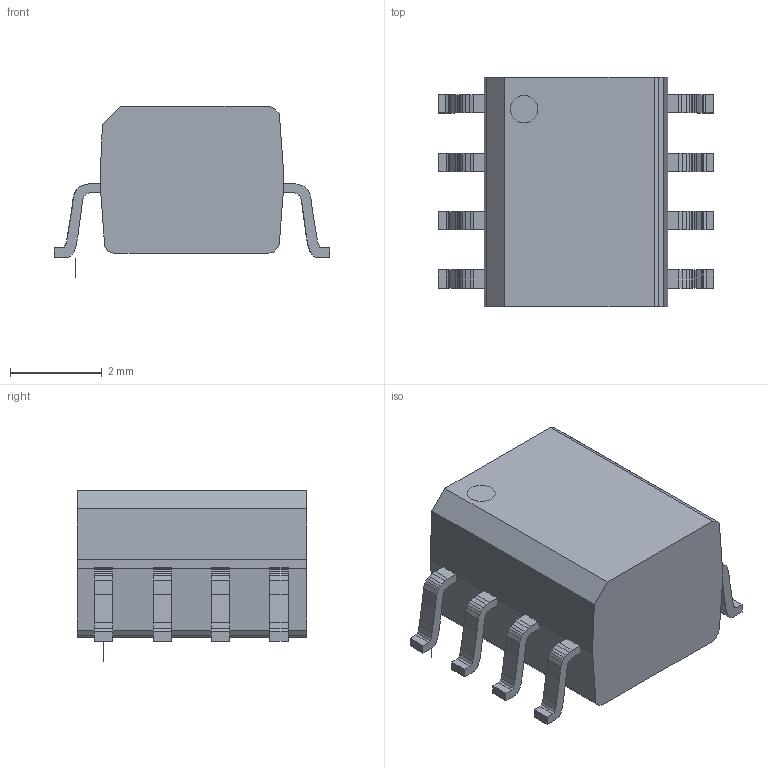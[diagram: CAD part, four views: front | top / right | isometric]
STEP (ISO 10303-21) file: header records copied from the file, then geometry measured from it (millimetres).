
FILE_DESCRIPTION (( 'STEP AP214' ), '1' );
FILE_NAME ('User Library-SO8-HCPL.STEP', '2019-02-11T19:37:15', ( '' ), ( '' ), 'SwSTEP 2.0', 'SolidWorks 2019', '' );
FILE_SCHEMA (( 'AUTOMOTIVE_DESIGN' ));
Length unit declared in the file: millimetre
Products named in the file (32): User Library-SO8-HCPL_Board6; User Library-SO8-HCPL_Extruded3; User Library-SO8-HCPL_Board4; User Library-SO8-HCPL_Free-Models2; User Library-SO8-HCPL_PINSO8-HCPL1; User Library-SO8-HCPL_340975953; User Library-SO8-HCPL_340974033; User Library-SO8-HCPL_Extruded5; User Library-SO8-HCPL_340973905; User Library-SO8-HCPL_BODYSO8-HCPL1; User Library-SO8-HCPL_Open_CASCADE_STEP_translator_6.2_45.3; User Library-SO8-HCPL_Open CASCADE STEP translator 6.2 46.3; User Library-SO8-HCPL_SO8-HCPL1; User Library-SO8-HCPL_340736385; User Library-SO8-HCPL_Cylinder1; User Library-SO8-HCPL_Free-Models3; User Library-SO8-HCPL_Board5; User Library-SO8-HCPL_Extruded4; User Library-SO8-HCPL_Board7; User Library-SO8-HCPL
Assembly tree (40 placements, depth 8):
  User Library-SO8-HCPL
    User Library-SO8-HCPL_Open CASCADE STEP translator 6.2 46.3
      User Library-SO8-HCPL_SO8-HCPL1
        User Library-SO8-HCPL_Open_CASCADE_STEP_translator_6.2_45.3
          User Library-SO8-HCPL_PINSO8-HCPL1
            User Library-SO8-HCPL_Free-Models2
              User Library-SO8-HCPL_340974033
                User Library-SO8-HCPL_Extruded3
              User Library-SO8-HCPL_340973905
                User Library-SO8-HCPL_Extruded5
            User Library-SO8-HCPL_Board6
          User Library-SO8-HCPL_PINSO8-HCPL1
            User Library-SO8-HCPL_Free-Models2
              User Library-SO8-HCPL_340974033
                User Library-SO8-HCPL_Extruded3
              User Library-SO8-HCPL_340973905
                User Library-SO8-HCPL_Extruded5
            User Library-SO8-HCPL_Board6
          User Library-SO8-HCPL_PINSO8-HCPL1
            User Library-SO8-HCPL_Free-Models2
              User Library-SO8-HCPL_340974033
                User Library-SO8-HCPL_Extruded3
              User Library-SO8-HCPL_340973905
                User Library-SO8-HCPL_Extruded5
            User Library-SO8-HCPL_Board6
          User Library-SO8-HCPL_PINSO8-HCPL1
            User Library-SO8-HCPL_Free-Models2
              User Library-SO8-HCPL_340974033
                User Library-SO8-HCPL_Extruded3
              User Library-SO8-HCPL_340973905
                User Library-SO8-HCPL_Extruded5
            User Library-SO8-HCPL_Board6
          User Library-SO8-HCPL_BODYSO8-HCPL1
            User Library-SO8-HCPL_Free-Models3
              User Library-SO8-HCPL_340975953
                User Library-SO8-HCPL_Extruded4
              User Library-SO8-HCPL_340736385
                User Library-SO8-HCPL_Cylinder1
            User Library-SO8-HCPL_Board5
        User Library-SO8-HCPL_Board4
    User Library-SO8-HCPL_Board7
Bounding box: 6.01 x 5 x 3.73 mm (x, y, z)
Volume: 63.5 mm3; surface area: 117.6 mm2
Topology: 17 solids, 17 shells, 296 faces, 786 edges, 524 vertices
Faces by surface type: plane 294, cylinder 2
Entity records: 4116 total; most frequent: CARTESIAN_POINT 610, DIRECTION 608, ORIENTED_EDGE 528, EDGE_CURVE 264, VECTOR 260, LINE 260, VERTEX_POINT 176, AXIS2_PLACEMENT_3D 174
